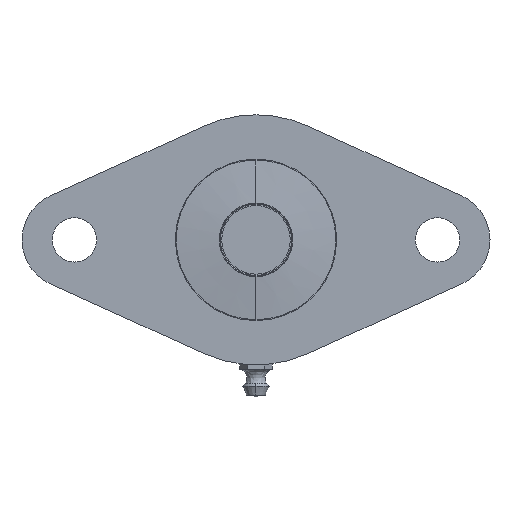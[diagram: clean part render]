
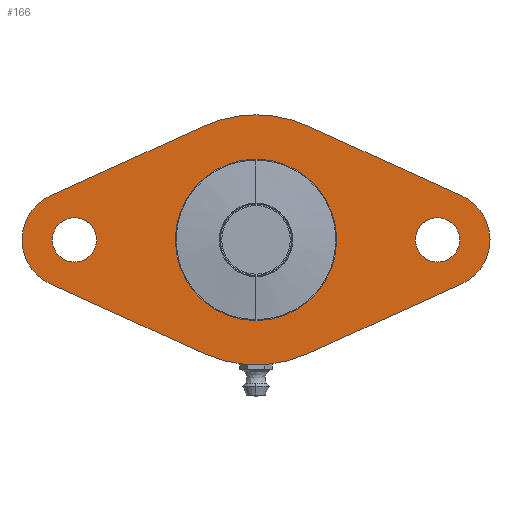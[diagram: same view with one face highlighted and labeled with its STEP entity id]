
A CAD part, front view. The second image highlights one B-rep face of the part: STEP entity #166.
In plain terms, the highlighted planar face has unit normal (0, -1, 0).
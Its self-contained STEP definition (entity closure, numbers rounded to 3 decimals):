
#166 = ADVANCED_FACE ( 'NONE', ( #379, #5609, #7973, #7896 ), #9951, .F. ) ;
#318 = DIRECTION ( 'NONE',  ( 0., 1., 0. ) ) ;
#379 = FACE_BOUND ( 'NONE', #4424, .T. ) ;
#484 = DIRECTION ( 'NONE',  ( 0., 1., 0. ) ) ;
#560 = CARTESIAN_POINT ( 'NONE',  ( 45., -20., 5.5 ) ) ;
#567 = DIRECTION ( 'NONE',  ( 0., 0., 1. ) ) ;
#620 = CIRCLE ( 'NONE', #11726, 12. ) ;
#685 = VERTEX_POINT ( 'NONE', #13390 ) ;
#752 = VERTEX_POINT ( 'NONE', #6216 ) ;
#762 = LINE ( 'NONE', #1987, #5855 ) ;
#938 = EDGE_LOOP ( 'NONE', ( #13744, #10419 ) ) ;
#983 = DIRECTION ( 'NONE',  ( 0., 1., 0. ) ) ;
#1156 = VECTOR ( 'NONE', #6929, 1000. ) ;
#1188 = VERTEX_POINT ( 'NONE', #7583 ) ;
#1197 = AXIS2_PLACEMENT_3D ( 'NONE', #2692, #9188, #13530 ) ;
#1210 = AXIS2_PLACEMENT_3D ( 'NONE', #8121, #6975, #12455 ) ;
#1392 = DIRECTION ( 'NONE',  ( 0., 0., 1. ) ) ;
#1394 = ORIENTED_EDGE ( 'NONE', *, *, #13621, .T. ) ;
#1708 = VERTEX_POINT ( 'NONE', #10865 ) ;
#1770 = CARTESIAN_POINT ( 'NONE',  ( -46., -20., 0. ) ) ;
#1883 = CARTESIAN_POINT ( 'NONE',  ( 12.804, -20., -28.232 ) ) ;
#1983 = CARTESIAN_POINT ( 'NONE',  ( 0., -20., 0. ) ) ;
#1987 = CARTESIAN_POINT ( 'NONE',  ( -50.957, -20., 10.929 ) ) ;
#2146 = AXIS2_PLACEMENT_3D ( 'NONE', #3634, #12158, #12305 ) ;
#2215 = CARTESIAN_POINT ( 'NONE',  ( 46., -20., 0. ) ) ;
#2451 = VERTEX_POINT ( 'NONE', #7044 ) ;
#2598 = AXIS2_PLACEMENT_3D ( 'NONE', #5343, #13097, #14015 ) ;
#2692 = CARTESIAN_POINT ( 'NONE',  ( 0., -20., 0. ) ) ;
#2771 = VERTEX_POINT ( 'NONE', #11212 ) ;
#2887 = VERTEX_POINT ( 'NONE', #1883 ) ;
#2950 = CARTESIAN_POINT ( 'NONE',  ( 12.804, -20., -28.232 ) ) ;
#3108 = DIRECTION ( 'NONE',  ( 0., 0., 1. ) ) ;
#3126 = VECTOR ( 'NONE', #10817, 1000. ) ;
#3150 = EDGE_CURVE ( 'NONE', #5342, #752, #3200, .T. ) ;
#3200 = CIRCLE ( 'NONE', #10666, 31. ) ;
#3345 = DIRECTION ( 'NONE',  ( 0., 0., 1. ) ) ;
#3442 = LINE ( 'NONE', #11014, #3126 ) ;
#3592 = VERTEX_POINT ( 'NONE', #12753 ) ;
#3634 = CARTESIAN_POINT ( 'NONE',  ( -45., -20., 0. ) ) ;
#3646 = ORIENTED_EDGE ( 'NONE', *, *, #13432, .F. ) ;
#3871 = ORIENTED_EDGE ( 'NONE', *, *, #4264, .F. ) ;
#3877 = DIRECTION ( 'NONE',  ( 0., 0., 1. ) ) ;
#4040 = DIRECTION ( 'NONE',  ( 0., 0., 1. ) ) ;
#4064 = VERTEX_POINT ( 'NONE', #7160 ) ;
#4109 = EDGE_LOOP ( 'NONE', ( #5637, #4422 ) ) ;
#4123 = CARTESIAN_POINT ( 'NONE',  ( -45., -20., -5.5 ) ) ;
#4264 = EDGE_CURVE ( 'NONE', #2887, #1188, #7298, .T. ) ;
#4268 = EDGE_CURVE ( 'NONE', #1708, #9472, #9561, .T. ) ;
#4422 = ORIENTED_EDGE ( 'NONE', *, *, #4268, .T. ) ;
#4424 = EDGE_LOOP ( 'NONE', ( #1394, #12238 ) ) ;
#4546 = CIRCLE ( 'NONE', #5217, 5.5 ) ;
#4852 = DIRECTION ( 'NONE',  ( 0., 0., 1. ) ) ;
#5217 = AXIS2_PLACEMENT_3D ( 'NONE', #13731, #9445, #4852 ) ;
#5248 = ORIENTED_EDGE ( 'NONE', *, *, #5465, .F. ) ;
#5276 = CIRCLE ( 'NONE', #2146, 5.5 ) ;
#5342 = VERTEX_POINT ( 'NONE', #10387 ) ;
#5343 = CARTESIAN_POINT ( 'NONE',  ( 0., -20., 0. ) ) ;
#5465 = EDGE_CURVE ( 'NONE', #9986, #2887, #12504, .T. ) ;
#5609 = FACE_BOUND ( 'NONE', #4109, .T. ) ;
#5637 = ORIENTED_EDGE ( 'NONE', *, *, #7824, .T. ) ;
#5772 = DIRECTION ( 'NONE',  ( 0., 1., 0. ) ) ;
#5845 = ORIENTED_EDGE ( 'NONE', *, *, #3150, .F. ) ;
#5855 = VECTOR ( 'NONE', #6212, 1000. ) ;
#5942 = VECTOR ( 'NONE', #9239, 1000. ) ;
#5988 = DIRECTION ( 'NONE',  ( 0., 0., 1. ) ) ;
#6212 = DIRECTION ( 'NONE',  ( 0.911, 0., 0.413 ) ) ;
#6216 = CARTESIAN_POINT ( 'NONE',  ( 12.804, -20., 28.232 ) ) ;
#6281 = ORIENTED_EDGE ( 'NONE', *, *, #13427, .F. ) ;
#6347 = ORIENTED_EDGE ( 'NONE', *, *, #7633, .F. ) ;
#6700 = AXIS2_PLACEMENT_3D ( 'NONE', #13531, #12252, #3877 ) ;
#6929 = DIRECTION ( 'NONE',  ( -0.911, 0., 0.413 ) ) ;
#6975 = DIRECTION ( 'NONE',  ( 0., 1., 0. ) ) ;
#7044 = CARTESIAN_POINT ( 'NONE',  ( 50.957, -20., 10.929 ) ) ;
#7078 = EDGE_CURVE ( 'NONE', #4064, #685, #762, .T. ) ;
#7160 = CARTESIAN_POINT ( 'NONE',  ( -50.957, -20., 10.929 ) ) ;
#7298 = CIRCLE ( 'NONE', #1197, 31. ) ;
#7583 = CARTESIAN_POINT ( 'NONE',  ( -12.804, -20., -28.232 ) ) ;
#7633 = EDGE_CURVE ( 'NONE', #1188, #3592, #11415, .T. ) ;
#7824 = EDGE_CURVE ( 'NONE', #9472, #1708, #4546, .T. ) ;
#7850 = AXIS2_PLACEMENT_3D ( 'NONE', #10064, #484, #567 ) ;
#7896 = FACE_OUTER_BOUND ( 'NONE', #12194, .T. ) ;
#7973 = FACE_BOUND ( 'NONE', #938, .T. ) ;
#8069 = CARTESIAN_POINT ( 'NONE',  ( -12.804, -20., -28.232 ) ) ;
#8121 = CARTESIAN_POINT ( 'NONE',  ( 45., -20., 0. ) ) ;
#8343 = VERTEX_POINT ( 'NONE', #10351 ) ;
#8468 = CIRCLE ( 'NONE', #2598, 20. ) ;
#8529 = CIRCLE ( 'NONE', #6700, 31. ) ;
#8603 = AXIS2_PLACEMENT_3D ( 'NONE', #11085, #318, #1392 ) ;
#8648 = VERTEX_POINT ( 'NONE', #11101 ) ;
#8706 = CARTESIAN_POINT ( 'NONE',  ( 0., -20., 0. ) ) ;
#8847 = VERTEX_POINT ( 'NONE', #4123 ) ;
#9020 = CIRCLE ( 'NONE', #11757, 12. ) ;
#9176 = EDGE_CURVE ( 'NONE', #2451, #9986, #9020, .T. ) ;
#9188 = DIRECTION ( 'NONE',  ( 0., 1., 0. ) ) ;
#9221 = AXIS2_PLACEMENT_3D ( 'NONE', #1983, #12816, #3108 ) ;
#9239 = DIRECTION ( 'NONE',  ( -0.911, 0., -0.413 ) ) ;
#9445 = DIRECTION ( 'NONE',  ( 0., 1., 0. ) ) ;
#9472 = VERTEX_POINT ( 'NONE', #560 ) ;
#9561 = CIRCLE ( 'NONE', #1210, 5.5 ) ;
#9951 = PLANE ( 'NONE',  #8603 ) ;
#9986 = VERTEX_POINT ( 'NONE', #10018 ) ;
#10018 = CARTESIAN_POINT ( 'NONE',  ( 50.957, -20., -10.929 ) ) ;
#10064 = CARTESIAN_POINT ( 'NONE',  ( -45., -20., 0. ) ) ;
#10351 = CARTESIAN_POINT ( 'NONE',  ( -45., -20., 5.5 ) ) ;
#10387 = CARTESIAN_POINT ( 'NONE',  ( 0., -20., 31. ) ) ;
#10419 = ORIENTED_EDGE ( 'NONE', *, *, #12541, .T. ) ;
#10628 = EDGE_CURVE ( 'NONE', #8648, #2771, #8468, .T. ) ;
#10666 = AXIS2_PLACEMENT_3D ( 'NONE', #8706, #13065, #3345 ) ;
#10684 = EDGE_CURVE ( 'NONE', #8343, #8847, #5276, .T. ) ;
#10817 = DIRECTION ( 'NONE',  ( 0.911, 0., -0.413 ) ) ;
#10865 = CARTESIAN_POINT ( 'NONE',  ( 45., -20., -5.5 ) ) ;
#11014 = CARTESIAN_POINT ( 'NONE',  ( 50.957, -20., 10.929 ) ) ;
#11085 = CARTESIAN_POINT ( 'NONE',  ( 0., -20., 0. ) ) ;
#11101 = CARTESIAN_POINT ( 'NONE',  ( 0., -20., -20. ) ) ;
#11212 = CARTESIAN_POINT ( 'NONE',  ( 0., -20., 20. ) ) ;
#11415 = LINE ( 'NONE', #8069, #1156 ) ;
#11726 = AXIS2_PLACEMENT_3D ( 'NONE', #1770, #5772, #5988 ) ;
#11757 = AXIS2_PLACEMENT_3D ( 'NONE', #2215, #983, #4040 ) ;
#12158 = DIRECTION ( 'NONE',  ( 0., 1., 0. ) ) ;
#12163 = CIRCLE ( 'NONE', #9221, 20. ) ;
#12194 = EDGE_LOOP ( 'NONE', ( #3646, #13210, #6281, #6347, #3871, #5248, #13320, #12956, #5845 ) ) ;
#12238 = ORIENTED_EDGE ( 'NONE', *, *, #10628, .T. ) ;
#12252 = DIRECTION ( 'NONE',  ( 0., 1., 0. ) ) ;
#12305 = DIRECTION ( 'NONE',  ( 0., 0., 1. ) ) ;
#12455 = DIRECTION ( 'NONE',  ( 0., 0., 1. ) ) ;
#12504 = LINE ( 'NONE', #2950, #5942 ) ;
#12541 = EDGE_CURVE ( 'NONE', #8847, #8343, #13986, .T. ) ;
#12753 = CARTESIAN_POINT ( 'NONE',  ( -50.957, -20., -10.929 ) ) ;
#12816 = DIRECTION ( 'NONE',  ( 0., 1., 0. ) ) ;
#12956 = ORIENTED_EDGE ( 'NONE', *, *, #13689, .F. ) ;
#13065 = DIRECTION ( 'NONE',  ( 0., 1., 0. ) ) ;
#13097 = DIRECTION ( 'NONE',  ( 0., 1., 0. ) ) ;
#13210 = ORIENTED_EDGE ( 'NONE', *, *, #7078, .F. ) ;
#13320 = ORIENTED_EDGE ( 'NONE', *, *, #9176, .F. ) ;
#13390 = CARTESIAN_POINT ( 'NONE',  ( -12.804, -20., 28.232 ) ) ;
#13427 = EDGE_CURVE ( 'NONE', #3592, #4064, #620, .T. ) ;
#13432 = EDGE_CURVE ( 'NONE', #685, #5342, #8529, .T. ) ;
#13530 = DIRECTION ( 'NONE',  ( 0., 0., 1. ) ) ;
#13531 = CARTESIAN_POINT ( 'NONE',  ( 0., -20., 0. ) ) ;
#13621 = EDGE_CURVE ( 'NONE', #2771, #8648, #12163, .T. ) ;
#13689 = EDGE_CURVE ( 'NONE', #752, #2451, #3442, .T. ) ;
#13731 = CARTESIAN_POINT ( 'NONE',  ( 45., -20., 0. ) ) ;
#13744 = ORIENTED_EDGE ( 'NONE', *, *, #10684, .T. ) ;
#13986 = CIRCLE ( 'NONE', #7850, 5.5 ) ;
#14015 = DIRECTION ( 'NONE',  ( 0., 0., 1. ) ) ;
